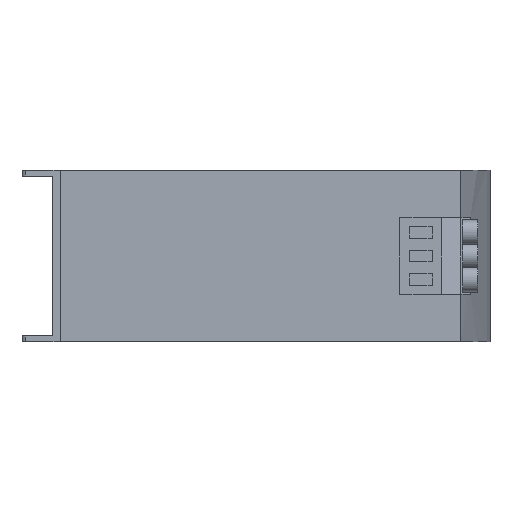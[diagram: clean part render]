
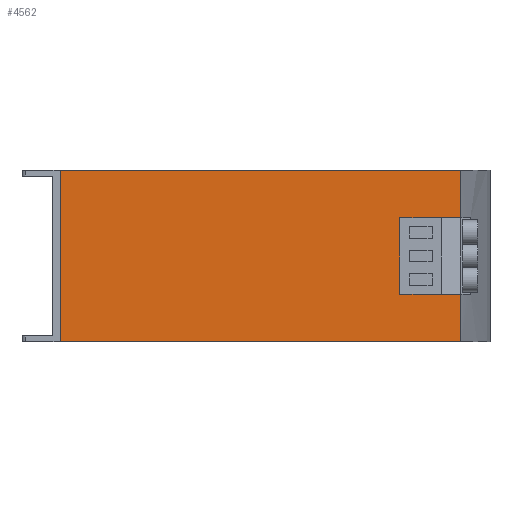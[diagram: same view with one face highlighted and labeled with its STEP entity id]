
A CAD part, front view. The second image highlights one B-rep face of the part: STEP entity #4562.
In plain terms, the highlighted planar face has unit normal (0, -1, 0).
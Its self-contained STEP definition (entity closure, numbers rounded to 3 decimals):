
#158 = CARTESIAN_POINT ( 'NONE',  ( 89.3, -124., -12.5 ) ) ;
#186 = VERTEX_POINT ( 'NONE', #2218 ) ;
#228 = ORIENTED_EDGE ( 'NONE', *, *, #1115, .T. ) ;
#276 = VERTEX_POINT ( 'NONE', #6290 ) ;
#300 = ORIENTED_EDGE ( 'NONE', *, *, #2011, .F. ) ;
#321 = DIRECTION ( 'NONE',  ( 0., 0., 1. ) ) ;
#488 = PLANE ( 'NONE',  #7735 ) ;
#764 = CARTESIAN_POINT ( 'NONE',  ( 105.3, -124., -45. ) ) ;
#813 = VECTOR ( 'NONE', #1150, 1000. ) ;
#924 = LINE ( 'NONE', #5847, #4908 ) ;
#976 = EDGE_LOOP ( 'NONE', ( #8732, #1266, #3365, #4367, #300, #6177, #228, #2564 ) ) ;
#1115 = EDGE_CURVE ( 'NONE', #7633, #8588, #6483, .T. ) ;
#1150 = DIRECTION ( 'NONE',  ( 1., 0., 0. ) ) ;
#1157 = CARTESIAN_POINT ( 'NONE',  ( 89.3, -124., -12.5 ) ) ;
#1182 = CARTESIAN_POINT ( 'NONE',  ( 105.3, -124., -45. ) ) ;
#1231 = EDGE_CURVE ( 'NONE', #276, #186, #1398, .T. ) ;
#1266 = ORIENTED_EDGE ( 'NONE', *, *, #2952, .T. ) ;
#1293 = EDGE_CURVE ( 'NONE', #8709, #7633, #9106, .T. ) ;
#1398 = LINE ( 'NONE', #9605, #2125 ) ;
#1542 = DIRECTION ( 'NONE',  ( 1., 0., 0. ) ) ;
#1895 = EDGE_CURVE ( 'NONE', #6675, #6346, #7185, .T. ) ;
#2011 = EDGE_CURVE ( 'NONE', #8709, #276, #924, .T. ) ;
#2056 = FACE_OUTER_BOUND ( 'NONE', #976, .T. ) ;
#2125 = VECTOR ( 'NONE', #5790, 1000. ) ;
#2218 = CARTESIAN_POINT ( 'NONE',  ( 105.3, -124., 0. ) ) ;
#2327 = DIRECTION ( 'NONE',  ( 0., 0., 1. ) ) ;
#2564 = ORIENTED_EDGE ( 'NONE', *, *, #7793, .F. ) ;
#2849 = CARTESIAN_POINT ( 'NONE',  ( 0., -124., -45. ) ) ;
#2952 = EDGE_CURVE ( 'NONE', #6346, #3540, #6788, .T. ) ;
#3361 = LINE ( 'NONE', #764, #6253 ) ;
#3365 = ORIENTED_EDGE ( 'NONE', *, *, #5551, .T. ) ;
#3510 = DIRECTION ( 'NONE',  ( 1., 0., 0. ) ) ;
#3540 = VERTEX_POINT ( 'NONE', #6158 ) ;
#4195 = CARTESIAN_POINT ( 'NONE',  ( 0., -124., -45. ) ) ;
#4367 = ORIENTED_EDGE ( 'NONE', *, *, #1231, .F. ) ;
#4533 = VECTOR ( 'NONE', #1542, 1000. ) ;
#4562 = ADVANCED_FACE ( 'NONE', ( #2056 ), #488, .T. ) ;
#4908 = VECTOR ( 'NONE', #7994, 1000. ) ;
#5151 = VECTOR ( 'NONE', #5277, 1000. ) ;
#5178 = CARTESIAN_POINT ( 'NONE',  ( 0., -124., -45. ) ) ;
#5277 = DIRECTION ( 'NONE',  ( 0., 0., 1. ) ) ;
#5290 = CARTESIAN_POINT ( 'NONE',  ( 89.3, -124., -32.5 ) ) ;
#5482 = VECTOR ( 'NONE', #3510, 1000. ) ;
#5551 = EDGE_CURVE ( 'NONE', #3540, #186, #3361, .T. ) ;
#5790 = DIRECTION ( 'NONE',  ( 1., 0., 0. ) ) ;
#5802 = DIRECTION ( 'NONE',  ( 0., 0., -1. ) ) ;
#5847 = CARTESIAN_POINT ( 'NONE',  ( 0., -124., -45. ) ) ;
#6158 = CARTESIAN_POINT ( 'NONE',  ( 105.3, -124., -12.5 ) ) ;
#6174 = CARTESIAN_POINT ( 'NONE',  ( 89.3, -124., -32.5 ) ) ;
#6177 = ORIENTED_EDGE ( 'NONE', *, *, #1293, .T. ) ;
#6253 = VECTOR ( 'NONE', #2327, 1000. ) ;
#6290 = CARTESIAN_POINT ( 'NONE',  ( 0., -124., 0. ) ) ;
#6346 = VERTEX_POINT ( 'NONE', #158 ) ;
#6461 = CARTESIAN_POINT ( 'NONE',  ( 105.3, -124., -32.5 ) ) ;
#6483 = LINE ( 'NONE', #7873, #9836 ) ;
#6675 = VERTEX_POINT ( 'NONE', #5290 ) ;
#6788 = LINE ( 'NONE', #1157, #5482 ) ;
#7185 = LINE ( 'NONE', #8237, #5151 ) ;
#7402 = LINE ( 'NONE', #6174, #4533 ) ;
#7442 = DIRECTION ( 'NONE',  ( 0., -1., 0. ) ) ;
#7633 = VERTEX_POINT ( 'NONE', #1182 ) ;
#7735 = AXIS2_PLACEMENT_3D ( 'NONE', #2849, #7442, #5802 ) ;
#7793 = EDGE_CURVE ( 'NONE', #6675, #8588, #7402, .T. ) ;
#7873 = CARTESIAN_POINT ( 'NONE',  ( 105.3, -124., -45. ) ) ;
#7994 = DIRECTION ( 'NONE',  ( 0., 0., 1. ) ) ;
#8237 = CARTESIAN_POINT ( 'NONE',  ( 89.3, -124., -22.5 ) ) ;
#8588 = VERTEX_POINT ( 'NONE', #6461 ) ;
#8709 = VERTEX_POINT ( 'NONE', #5178 ) ;
#8732 = ORIENTED_EDGE ( 'NONE', *, *, #1895, .T. ) ;
#9106 = LINE ( 'NONE', #4195, #813 ) ;
#9605 = CARTESIAN_POINT ( 'NONE',  ( 0., -124., 0. ) ) ;
#9836 = VECTOR ( 'NONE', #321, 1000. ) ;
